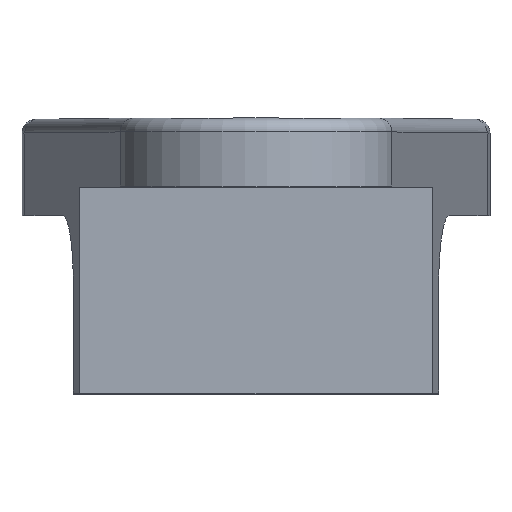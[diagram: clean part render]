
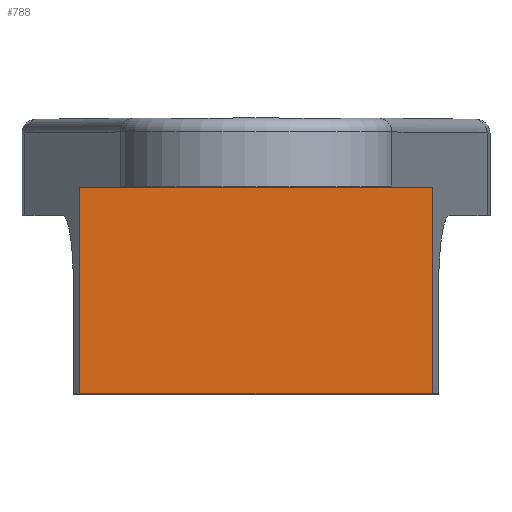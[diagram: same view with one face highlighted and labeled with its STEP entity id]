
A CAD part, top view. The second image highlights one B-rep face of the part: STEP entity #788.
In plain terms, the highlighted planar face has unit normal (0, 0, 1).
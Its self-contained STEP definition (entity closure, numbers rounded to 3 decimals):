
#37=PLANE('',#884);
#85=FACE_OUTER_BOUND('',#133,.T.);
#133=EDGE_LOOP('',(#666,#667,#668,#669));
#177=LINE('',#1272,#248);
#186=LINE('',#1296,#257);
#201=LINE('',#1336,#272);
#202=LINE('',#1337,#273);
#248=VECTOR('',#1019,10.);
#257=VECTOR('',#1038,10.);
#272=VECTOR('',#1085,10.);
#273=VECTOR('',#1086,10.);
#371=VERTEX_POINT('',#1269);
#372=VERTEX_POINT('',#1271);
#381=VERTEX_POINT('',#1293);
#382=VERTEX_POINT('',#1295);
#459=EDGE_CURVE('',#371,#372,#177,.T.);
#471=EDGE_CURVE('',#382,#381,#186,.T.);
#493=EDGE_CURVE('',#382,#371,#201,.T.);
#494=EDGE_CURVE('',#372,#381,#202,.T.);
#666=ORIENTED_EDGE('',*,*,#493,.F.);
#667=ORIENTED_EDGE('',*,*,#471,.T.);
#668=ORIENTED_EDGE('',*,*,#494,.F.);
#669=ORIENTED_EDGE('',*,*,#459,.F.);
#788=ADVANCED_FACE('',(#85),#37,.T.);
#884=AXIS2_PLACEMENT_3D('',#1335,#1083,#1084);
#1019=DIRECTION('',(0.,-1.,0.));
#1038=DIRECTION('',(0.,-1.,0.));
#1083=DIRECTION('center_axis',(0.,0.,1.));
#1084=DIRECTION('ref_axis',(-1.,0.,0.));
#1085=DIRECTION('',(1.,0.,0.));
#1086=DIRECTION('',(-1.,0.,0.));
#1269=CARTESIAN_POINT('',(12.8,2.,28.));
#1271=CARTESIAN_POINT('',(12.8,-13.,28.));
#1272=CARTESIAN_POINT('',(12.8,2.,28.));
#1293=CARTESIAN_POINT('',(-12.8,-13.,28.));
#1295=CARTESIAN_POINT('',(-12.8,2.,28.));
#1296=CARTESIAN_POINT('',(-12.8,2.,28.));
#1335=CARTESIAN_POINT('Origin',(12.8,2.,28.));
#1336=CARTESIAN_POINT('',(6.4,2.,28.));
#1337=CARTESIAN_POINT('',(-17.818,-13.,28.));
